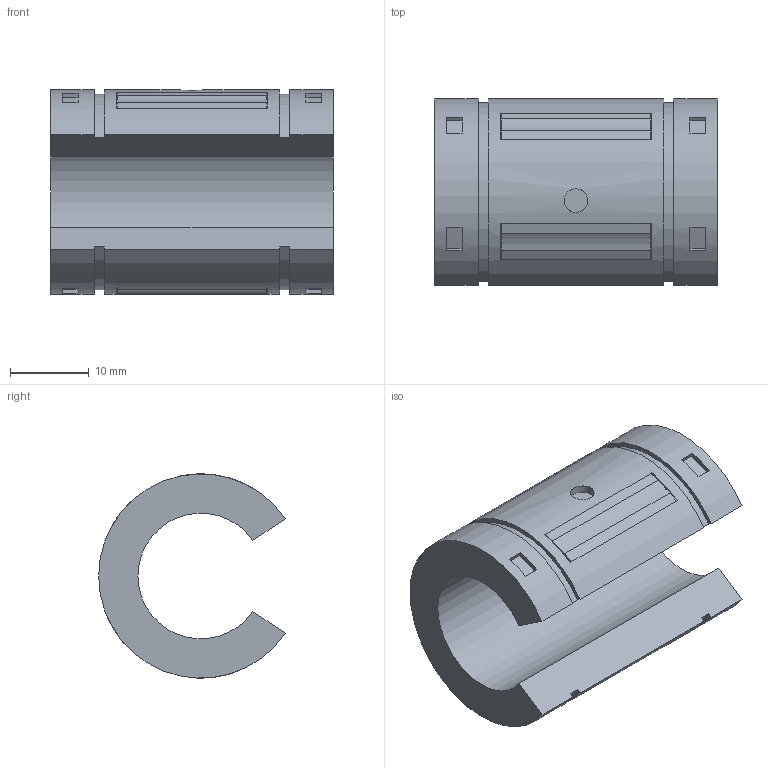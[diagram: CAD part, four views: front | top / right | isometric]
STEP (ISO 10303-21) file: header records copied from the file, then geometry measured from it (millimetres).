
FILE_DESCRIPTION( ( 'STEP AP214' ), '1' );
FILE_NAME( 'TK16UU-OP_2_14.stp', ' ', ( ' ' ), ( ' ' ), 'PSStep 15.0.47', 'PARTsolutions', ' ' );
FILE_SCHEMA( ( 'AUTOMOTIVE_DESIGN { 1 0 10303 214 1 1 1 1 }' ) );
Length unit declared in the file: millimetre
Products named in the file (2): TK16UU-OP; _TK16-OP
Assembly tree (1 placements, depth 2):
  TK16UU-OP
    _TK16-OP
Bounding box: 36 x 23.76 x 26 mm (x, y, z)
Volume: 9465.5 mm3; surface area: 4957.1 mm2
Topology: 1 solids, 1 shells, 92 faces, 219 edges, 142 vertices
Faces by surface type: plane 73, cylinder 19
Full cylindrical faces by diameter (mm): 3 x1
Entity records: 3472 total; most frequent: CARTESIAN_POINT 507, DIRECTION 470, ORIENTED_EDGE 436, EDGE_CURVE 218, AXIS2_PLACEMENT_3D 159, LINE 152, VECTOR 152, VERTEX_POINT 142
